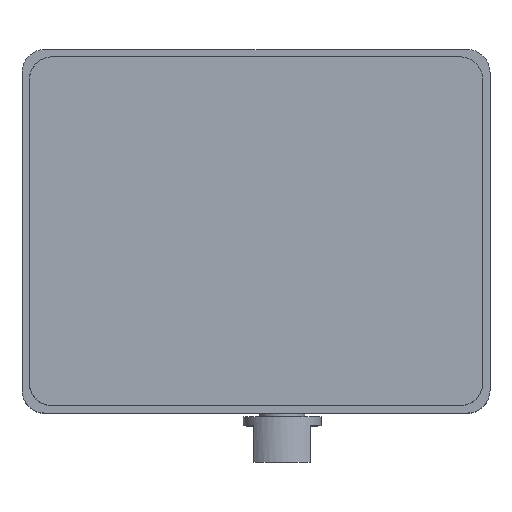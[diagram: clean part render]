
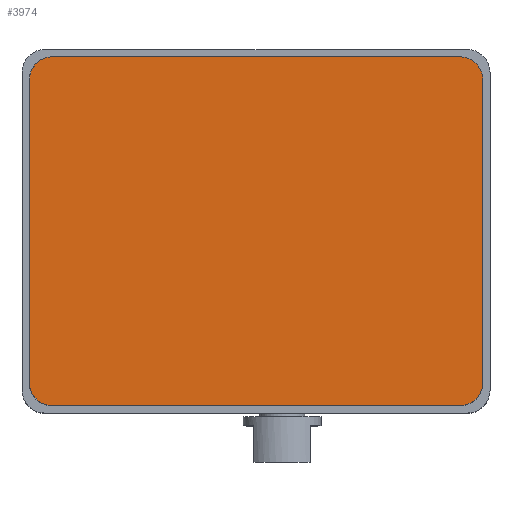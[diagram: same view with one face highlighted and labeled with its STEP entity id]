
A CAD part, top view. The second image highlights one B-rep face of the part: STEP entity #3974.
In plain terms, the highlighted planar face has unit normal (0, 0, 1).
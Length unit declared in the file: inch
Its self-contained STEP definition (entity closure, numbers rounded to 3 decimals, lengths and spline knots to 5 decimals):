
#3774=CARTESIAN_POINT('',(8.13875,6.54908,0.95));
#3775=VERTEX_POINT('',#3774);
#3776=CARTESIAN_POINT('',(8.01375,6.42408,0.95));
#3777=VERTEX_POINT('',#3776);
#3778=CARTESIAN_POINT('',(8.01375,6.54908,0.95));
#3779=DIRECTION('',(0.0,0.0,-1.0));
#3780=DIRECTION('',(1.0,0.0,0.0));
#3781=AXIS2_PLACEMENT_3D('',#3778,#3779,#3780);
#3782=CIRCLE('',#3781,0.125);
#3783=EDGE_CURVE('',#3775,#3777,#3782,.T.);
#3816=CARTESIAN_POINT('',(5.76975,6.42408,0.95));
#3817=VERTEX_POINT('',#3816);
#3818=CARTESIAN_POINT('',(8.01375,6.42408,0.95));
#3819=DIRECTION('',(-1.0,0.0,0.0));
#3820=VECTOR('',#3819,2.244);
#3821=LINE('',#3818,#3820);
#3822=EDGE_CURVE('',#3777,#3817,#3821,.T.);
#3847=CARTESIAN_POINT('',(5.64475,6.54908,0.95));
#3848=VERTEX_POINT('',#3847);
#3849=CARTESIAN_POINT('',(5.76975,6.54908,0.95));
#3850=DIRECTION('',(0.0,0.0,-1.0));
#3851=DIRECTION('',(1.0,0.0,0.0));
#3852=AXIS2_PLACEMENT_3D('',#3849,#3850,#3851);
#3853=CIRCLE('',#3852,0.125);
#3854=EDGE_CURVE('',#3817,#3848,#3853,.T.);
#3880=CARTESIAN_POINT('',(5.64475,8.21808,0.95));
#3881=VERTEX_POINT('',#3880);
#3882=CARTESIAN_POINT('',(5.64475,6.54908,0.95));
#3883=DIRECTION('',(0.0,1.0,0.0));
#3884=VECTOR('',#3883,1.669);
#3885=LINE('',#3882,#3884);
#3886=EDGE_CURVE('',#3848,#3881,#3885,.T.);
#3911=CARTESIAN_POINT('',(5.76975,8.34308,0.95));
#3912=VERTEX_POINT('',#3911);
#3913=CARTESIAN_POINT('',(5.76975,8.21808,0.95));
#3914=DIRECTION('',(0.0,0.0,-1.0));
#3915=DIRECTION('',(1.0,0.0,0.0));
#3916=AXIS2_PLACEMENT_3D('',#3913,#3914,#3915);
#3917=CIRCLE('',#3916,0.125);
#3918=EDGE_CURVE('',#3881,#3912,#3917,.T.);
#3939=CARTESIAN_POINT('',(5.76975,8.34308,0.95));
#3940=DIRECTION('',(0.0,0.0,1.0));
#3941=DIRECTION('',(1.0,0.0,0.0));
#3942=AXIS2_PLACEMENT_3D('',#3939,#3940,#3941);
#3943=PLANE('',#3942);
#3944=CARTESIAN_POINT('',(8.01375,8.34308,0.95));
#3945=VERTEX_POINT('',#3944);
#3946=CARTESIAN_POINT('',(5.76975,8.34308,0.95));
#3947=DIRECTION('',(1.0,0.0,0.0));
#3948=VECTOR('',#3947,2.244);
#3949=LINE('',#3946,#3948);
#3950=EDGE_CURVE('',#3912,#3945,#3949,.T.);
#3951=ORIENTED_EDGE('',*,*,#3950,.F.);
#3952=ORIENTED_EDGE('',*,*,#3918,.F.);
#3953=ORIENTED_EDGE('',*,*,#3886,.F.);
#3954=ORIENTED_EDGE('',*,*,#3854,.F.);
#3955=ORIENTED_EDGE('',*,*,#3822,.F.);
#3956=ORIENTED_EDGE('',*,*,#3783,.F.);
#3957=CARTESIAN_POINT('',(8.13875,8.21808,0.95));
#3958=VERTEX_POINT('',#3957);
#3959=CARTESIAN_POINT('',(8.13875,8.21808,0.95));
#3960=DIRECTION('',(0.0,-1.0,0.0));
#3961=VECTOR('',#3960,1.669);
#3962=LINE('',#3959,#3961);
#3963=EDGE_CURVE('',#3958,#3775,#3962,.T.);
#3964=ORIENTED_EDGE('',*,*,#3963,.F.);
#3965=CARTESIAN_POINT('',(8.01375,8.21808,0.95));
#3966=DIRECTION('',(0.0,0.0,-1.0));
#3967=DIRECTION('',(1.0,0.0,0.0));
#3968=AXIS2_PLACEMENT_3D('',#3965,#3966,#3967);
#3969=CIRCLE('',#3968,0.125);
#3970=EDGE_CURVE('',#3945,#3958,#3969,.T.);
#3971=ORIENTED_EDGE('',*,*,#3970,.F.);
#3972=EDGE_LOOP('',(#3951,#3952,#3953,#3954,#3955,#3956,#3964,#3971));
#3973=FACE_OUTER_BOUND('',#3972,.T.);
#3974=ADVANCED_FACE('',(#3973),#3943,.T.);
